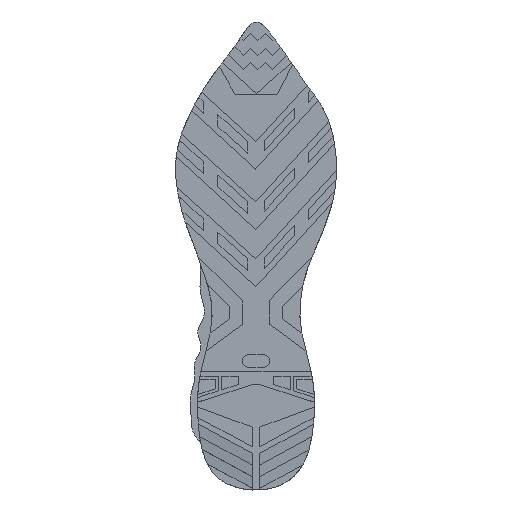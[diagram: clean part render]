
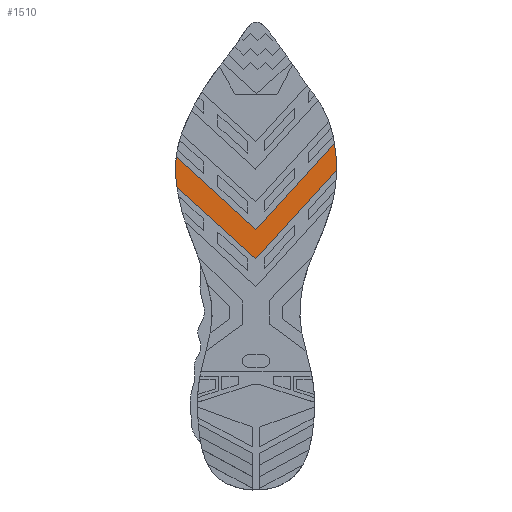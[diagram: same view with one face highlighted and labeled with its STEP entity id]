
A CAD part, top view. The second image highlights one B-rep face of the part: STEP entity #1510.
In plain terms, the highlighted face is planar.
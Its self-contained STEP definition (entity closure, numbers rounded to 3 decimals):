
#24 = DIRECTION ( 'NONE',  ( -0.74, 0., 0.673 ) ) ;
#167 = CARTESIAN_POINT ( 'NONE',  ( -53.596, 3., -117.179 ) ) ;
#179 = EDGE_CURVE ( 'NONE', #2918, #3696, #1477, .T. ) ;
#201 = CARTESIAN_POINT ( 'NONE',  ( -54.991, 3., -98.622 ) ) ;
#396 = VERTEX_POINT ( 'NONE', #4677 ) ;
#462 = CARTESIAN_POINT ( 'NONE',  ( 0., 3., 0. ) ) ;
#490 = CARTESIAN_POINT ( 'NONE',  ( 54.589, 3., -107.512 ) ) ;
#553 = VERTEX_POINT ( 'NONE', #3461 ) ;
#570 = DIRECTION ( 'NONE',  ( 0.673, 0., 0.74 ) ) ;
#908 = CARTESIAN_POINT ( 'NONE',  ( 54.096, 3., -87.331 ) ) ;
#958 = FACE_OUTER_BOUND ( 'NONE', #5957, .T. ) ;
#1022 = LINE ( 'NONE', #3074, #4891 ) ;
#1058 = CARTESIAN_POINT ( 'NONE',  ( 54.401, 3., -89.592 ) ) ;
#1095 = CARTESIAN_POINT ( 'NONE',  ( 0., 3., -38.144 ) ) ;
#1401 = AXIS2_PLACEMENT_3D ( 'NONE', #462, #3014, #6532 ) ;
#1477 = LINE ( 'NONE', #2021, #5966 ) ;
#1510 = ADVANCED_FACE ( 'NONE', ( #958 ), #5989, .T. ) ;
#1609 = LINE ( 'NONE', #5192, #2751 ) ;
#1929 = DIRECTION ( 'NONE',  ( 0.673, 0., 0.74 ) ) ;
#1994 = CARTESIAN_POINT ( 'NONE',  ( 18.986, 3., -17.263 ) ) ;
#2021 = CARTESIAN_POINT ( 'NONE',  ( -18.986, 3., -20.88 ) ) ;
#2033 = CARTESIAN_POINT ( 'NONE',  ( 54.551, 3., -107.835 ) ) ;
#2064 = CARTESIAN_POINT ( 'NONE',  ( 55.105, 3., -102.894 ) ) ;
#2131 = B_SPLINE_CURVE_WITH_KNOTS ( 'NONE', 3,
 ( #2033, #490, #2064, #3009, #1058, #5044 ),
 .UNSPECIFIED., .F., .F.,
 ( 4, 1, 1, 4 ),
 ( 0.151, 0.152, 0.167, 0.175 ),
 .UNSPECIFIED. ) ;
#2294 = ORIENTED_EDGE ( 'NONE', *, *, #6098, .T. ) ;
#2430 = EDGE_CURVE ( 'NONE', #553, #4261, #1609, .T. ) ;
#2751 = VECTOR ( 'NONE', #570, 1000. ) ;
#2918 = VERTEX_POINT ( 'NONE', #1095 ) ;
#3002 = DIRECTION ( 'NONE',  ( 0.74, 0., -0.673 ) ) ;
#3009 = CARTESIAN_POINT ( 'NONE',  ( 55.059, 3., -95.959 ) ) ;
#3014 = DIRECTION ( 'NONE',  ( 0., -1., 0. ) ) ;
#3074 = CARTESIAN_POINT ( 'NONE',  ( -28.986, 3., -31.879 ) ) ;
#3314 = EDGE_CURVE ( 'NONE', #5852, #2918, #4485, .T. ) ;
#3461 = CARTESIAN_POINT ( 'NONE',  ( -53.596, 3., -117.179 ) ) ;
#3696 = VERTEX_POINT ( 'NONE', #908 ) ;
#3735 = CARTESIAN_POINT ( 'NONE',  ( -54.991, 3., -98.622 ) ) ;
#4054 = ORIENTED_EDGE ( 'NONE', *, *, #3314, .F. ) ;
#4104 = CARTESIAN_POINT ( 'NONE',  ( 0., 3., -58.234 ) ) ;
#4216 = B_SPLINE_CURVE_WITH_KNOTS ( 'NONE', 3,
 ( #201, #4297, #6330, #4229, #167 ),
 .UNSPECIFIED., .F., .F.,
 ( 4, 1, 4 ),
 ( 0.838, 0.843, 0.855 ),
 .UNSPECIFIED. ) ;
#4229 = CARTESIAN_POINT ( 'NONE',  ( -54.34, 3., -112.681 ) ) ;
#4255 = ORIENTED_EDGE ( 'NONE', *, *, #179, .F. ) ;
#4261 = VERTEX_POINT ( 'NONE', #4104 ) ;
#4297 = CARTESIAN_POINT ( 'NONE',  ( -55.013, 3., -100.256 ) ) ;
#4485 = LINE ( 'NONE', #1994, #4600 ) ;
#4600 = VECTOR ( 'NONE', #1929, 1000. ) ;
#4677 = CARTESIAN_POINT ( 'NONE',  ( 54.551, 3., -107.835 ) ) ;
#4823 = ORIENTED_EDGE ( 'NONE', *, *, #6235, .T. ) ;
#4891 = VECTOR ( 'NONE', #24, 1000. ) ;
#5044 = CARTESIAN_POINT ( 'NONE',  ( 54.096, 3., -87.331 ) ) ;
#5192 = CARTESIAN_POINT ( 'NONE',  ( 28.986, 3., -26.356 ) ) ;
#5341 = ORIENTED_EDGE ( 'NONE', *, *, #2430, .T. ) ;
#5712 = ORIENTED_EDGE ( 'NONE', *, *, #6342, .F. ) ;
#5852 = VERTEX_POINT ( 'NONE', #3735 ) ;
#5957 = EDGE_LOOP ( 'NONE', ( #4255, #4054, #2294, #5341, #5712, #4823 ) ) ;
#5966 = VECTOR ( 'NONE', #3002, 1000. ) ;
#5989 = PLANE ( 'NONE',  #1401 ) ;
#6098 = EDGE_CURVE ( 'NONE', #5852, #553, #4216, .T. ) ;
#6235 = EDGE_CURVE ( 'NONE', #396, #3696, #2131, .T. ) ;
#6330 = CARTESIAN_POINT ( 'NONE',  ( -54.95, 3., -106.378 ) ) ;
#6342 = EDGE_CURVE ( 'NONE', #396, #4261, #1022, .T. ) ;
#6532 = DIRECTION ( 'NONE',  ( 0., 0., -1. ) ) ;
